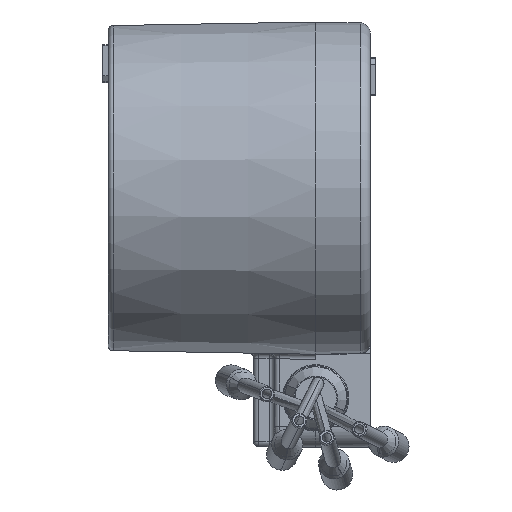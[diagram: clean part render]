
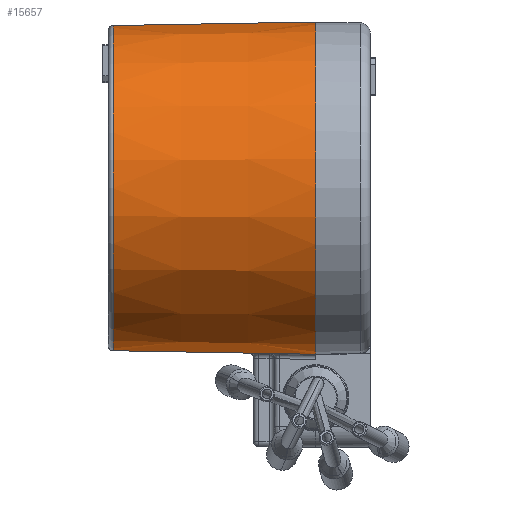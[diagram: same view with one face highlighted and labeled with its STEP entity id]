
A CAD part, left-side view. The second image highlights one B-rep face of the part: STEP entity #15657.
In plain terms, the highlighted conical face has half-angle 1 degrees and reference radius 15.83 mm.
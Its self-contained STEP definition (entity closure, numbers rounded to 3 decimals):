
#4651=CARTESIAN_POINT('',(-24.771,-9.712,
0.));
#4652=DIRECTION('',(0.,-1.,0.));
#4653=DIRECTION('',(0.,0.,1.));
#4654=AXIS2_PLACEMENT_3D('',#4651,#4652,#4653);
#4656=DIRECTION('',(0.,-1.,-0.017));
#4657=VECTOR('',#4656,19.512);
#4658=CARTESIAN_POINT('',(-24.771,9.797,
-15.659));
#4659=LINE('',#4658,#4657);
#4660=DIRECTION('',(0.,1.,-0.017));
#4661=VECTOR('',#4660,19.512);
#4662=CARTESIAN_POINT('',(-24.771,-9.712,
16.));
#4663=LINE('',#4662,#4661);
#4868=CARTESIAN_POINT('',(-24.771,9.797,
0.));
#4869=DIRECTION('',(0.,1.,0.));
#4870=DIRECTION('',(0.,0.,-1.));
#4871=AXIS2_PLACEMENT_3D('',#4868,#4869,#4870);
#11874=CARTESIAN_POINT('',(-24.771,9.797,
15.659));
#11875=VERTEX_POINT('',#11874);
#11891=CARTESIAN_POINT('',(-24.771,9.797,
-15.659));
#11892=VERTEX_POINT('',#11891);
#12967=CARTESIAN_POINT('',(-24.771,-9.712,
16.));
#12968=CARTESIAN_POINT('',(-24.771,-9.712,
-16.));
#12969=VERTEX_POINT('',#12967);
#12970=VERTEX_POINT('',#12968);
#15643=CARTESIAN_POINT('',(-24.771,0.042,
0.));
#15644=DIRECTION('',(0.,-1.,0.));
#15645=DIRECTION('',(0.,0.,1.));
#15646=AXIS2_PLACEMENT_3D('',#15643,#15644,#15645);
#15647=CONICAL_SURFACE('',#15646,15.83,1.);
#15648=ORIENTED_EDGE('',*,*,#15634,.T.);
#15650=ORIENTED_EDGE('',*,*,#15649,.F.);
#15652=ORIENTED_EDGE('',*,*,#15651,.T.);
#15654=ORIENTED_EDGE('',*,*,#15653,.F.);
#15655=EDGE_LOOP('',(#15648,#15650,#15652,#15654));
#15656=FACE_OUTER_BOUND('',#15655,.F.);
#4655=CIRCLE('',#4654,16.);
#4872=CIRCLE('',#4871,15.659);
#15634=EDGE_CURVE('',#12969,#12970,#4655,.T.);
#15649=EDGE_CURVE('',#11892,#12970,#4659,.T.);
#15651=EDGE_CURVE('',#11892,#11875,#4872,.T.);
#15653=EDGE_CURVE('',#12969,#11875,#4663,.T.);
#15657=ADVANCED_FACE('',(#15656),#15647,.T.);
